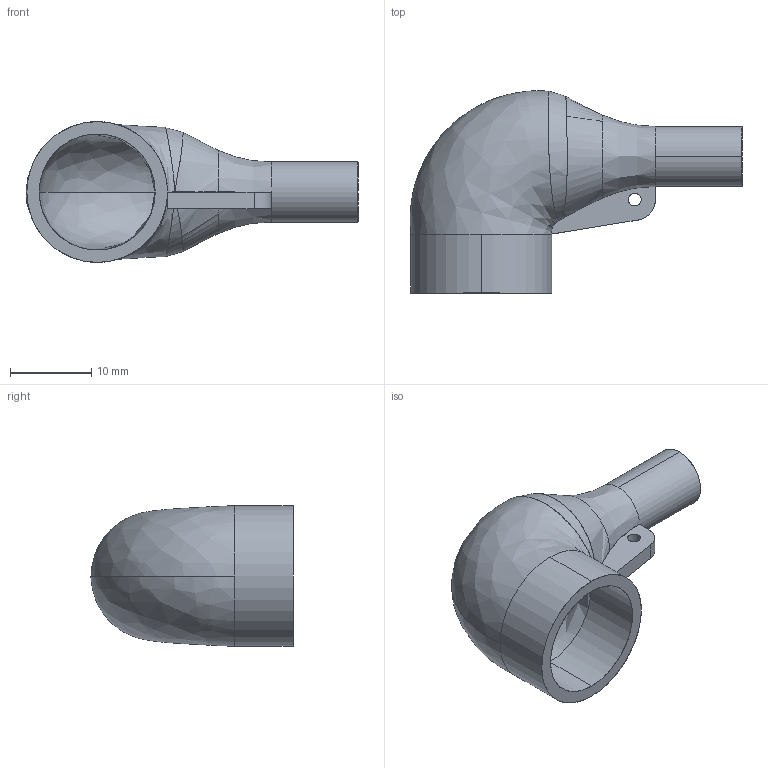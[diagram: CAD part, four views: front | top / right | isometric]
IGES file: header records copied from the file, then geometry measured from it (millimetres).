
Start section: SolidWorks IGES file using analytic representation for surfaces
Global section: file name: NU0R.IGS; native system: SolidWorks 2021; preprocessor: SolidWorks 2021; author: office; date: 210709.112811; units: inch
Bounding box: 40.74 x 24.83 x 17.27 mm (x, y, z)
Surface area: 3570.8 mm2 (no closed solid volume)
Topology: 0 solids, 0 shells, 42 faces, 611 edges, 611 vertices
Faces by surface type: bspline 31, revolution 11
